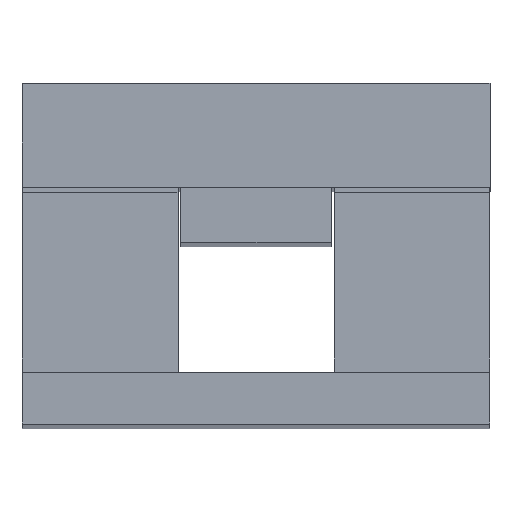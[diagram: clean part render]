
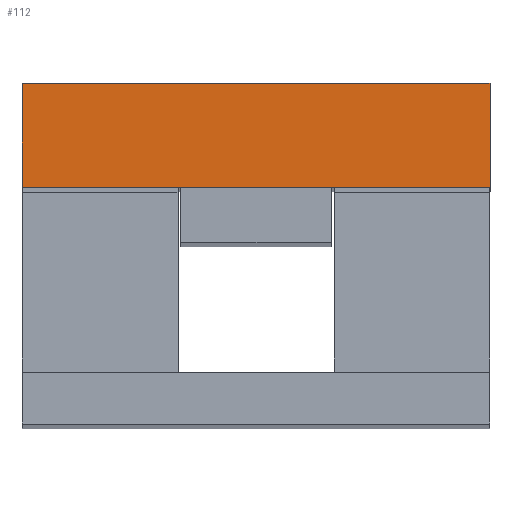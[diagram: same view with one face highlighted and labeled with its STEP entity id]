
A CAD part, top view. The second image highlights one B-rep face of the part: STEP entity #112.
In plain terms, the highlighted planar face has unit normal (0, 0, 1).
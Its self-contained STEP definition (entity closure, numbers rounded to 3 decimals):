
#47 = EDGE_LOOP ( 'NONE', ( #692, #1019, #582, #443 ) ) ;
#79 = VERTEX_POINT ( 'NONE', #232 ) ;
#112 = ADVANCED_FACE ( 'NONE', ( #581 ), #793, .T. ) ;
#161 = EDGE_CURVE ( 'NONE', #842, #79, #962, .T. ) ;
#231 = VERTEX_POINT ( 'NONE', #413 ) ;
#232 = CARTESIAN_POINT ( 'NONE',  ( -90., 20., 500. ) ) ;
#254 = DIRECTION ( 'NONE',  ( 0., 0., 1. ) ) ;
#260 = LINE ( 'NONE', #869, #314 ) ;
#313 = VECTOR ( 'NONE', #1021, 1000. ) ;
#314 = VECTOR ( 'NONE', #485, 1000. ) ;
#330 = CARTESIAN_POINT ( 'NONE',  ( -90., 20., 500. ) ) ;
#347 = CARTESIAN_POINT ( 'NONE',  ( -90., -20., 500. ) ) ;
#406 = VECTOR ( 'NONE', #929, 1000. ) ;
#413 = CARTESIAN_POINT ( 'NONE',  ( -90., -20., 500. ) ) ;
#417 = DIRECTION ( 'NONE',  ( -1., 0., 0. ) ) ;
#440 = CARTESIAN_POINT ( 'NONE',  ( -90., 20., 500. ) ) ;
#443 = ORIENTED_EDGE ( 'NONE', *, *, #161, .T. ) ;
#447 = AXIS2_PLACEMENT_3D ( 'NONE', #969, #254, #863 ) ;
#485 = DIRECTION ( 'NONE',  ( 0., 1., 0. ) ) ;
#563 = LINE ( 'NONE', #440, #313 ) ;
#575 = CARTESIAN_POINT ( 'NONE',  ( 90., -20., 500. ) ) ;
#581 = FACE_OUTER_BOUND ( 'NONE', #47, .T. ) ;
#582 = ORIENTED_EDGE ( 'NONE', *, *, #616, .T. ) ;
#605 = LINE ( 'NONE', #347, #406 ) ;
#616 = EDGE_CURVE ( 'NONE', #1079, #842, #260, .T. ) ;
#692 = ORIENTED_EDGE ( 'NONE', *, *, #837, .T. ) ;
#793 = PLANE ( 'NONE',  #447 ) ;
#837 = EDGE_CURVE ( 'NONE', #79, #231, #563, .T. ) ;
#842 = VERTEX_POINT ( 'NONE', #1069 ) ;
#863 = DIRECTION ( 'NONE',  ( 1., 0., 0. ) ) ;
#869 = CARTESIAN_POINT ( 'NONE',  ( 90., 20., 500. ) ) ;
#929 = DIRECTION ( 'NONE',  ( 1., 0., 0. ) ) ;
#962 = LINE ( 'NONE', #330, #1062 ) ;
#969 = CARTESIAN_POINT ( 'NONE',  ( 0., 0., 500. ) ) ;
#1019 = ORIENTED_EDGE ( 'NONE', *, *, #1121, .T. ) ;
#1021 = DIRECTION ( 'NONE',  ( 0., -1., 0. ) ) ;
#1062 = VECTOR ( 'NONE', #417, 1000. ) ;
#1069 = CARTESIAN_POINT ( 'NONE',  ( 90., 20., 500. ) ) ;
#1079 = VERTEX_POINT ( 'NONE', #575 ) ;
#1121 = EDGE_CURVE ( 'NONE', #231, #1079, #605, .T. ) ;
